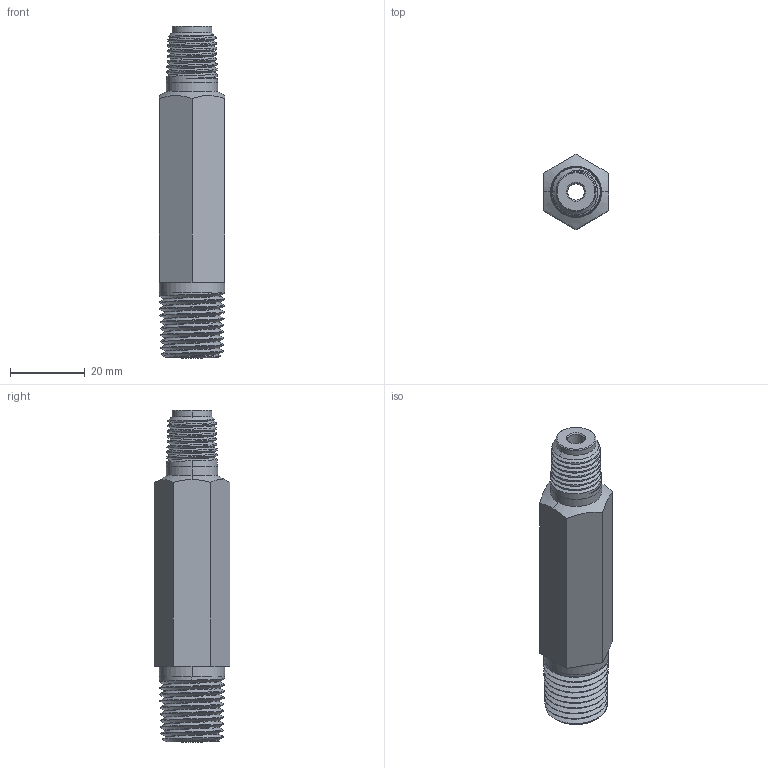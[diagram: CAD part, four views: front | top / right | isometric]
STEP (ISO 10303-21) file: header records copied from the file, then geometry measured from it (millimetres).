
FILE_DESCRIPTION (( 'STEP AP203' ), '1' );
FILE_NAME ('INL-240SS-4M-56.STEP', '2025-08-28T13:44:05', ( '' ), ( '' ), 'SwSTEP 2.0', 'SolidWorks 2018', '' );
FILE_SCHEMA (( 'CONFIG_CONTROL_DESIGN' ));
Length unit declared in the file: inch
Products named in the file (1): INL-240SS-4M-56
Bounding box: 17.46 x 20.16 x 88.9 mm (x, y, z)
Volume: 18347.9 mm3; surface area: 7261.5 mm2
Topology: 1 solids, 1 shells, 80 faces, 208 edges, 130 vertices
Faces by surface type: cone 49, plane 17, cylinder 8, bspline 6
Entity records: 12423 total; most frequent: CARTESIAN_POINT 10581, ORIENTED_EDGE 416, DIRECTION 290, EDGE_CURVE 208, VERTEX_POINT 130, AXIS2_PLACEMENT_3D 105, B_SPLINE_CURVE_WITH_KNOTS 96, EDGE_LOOP 82
